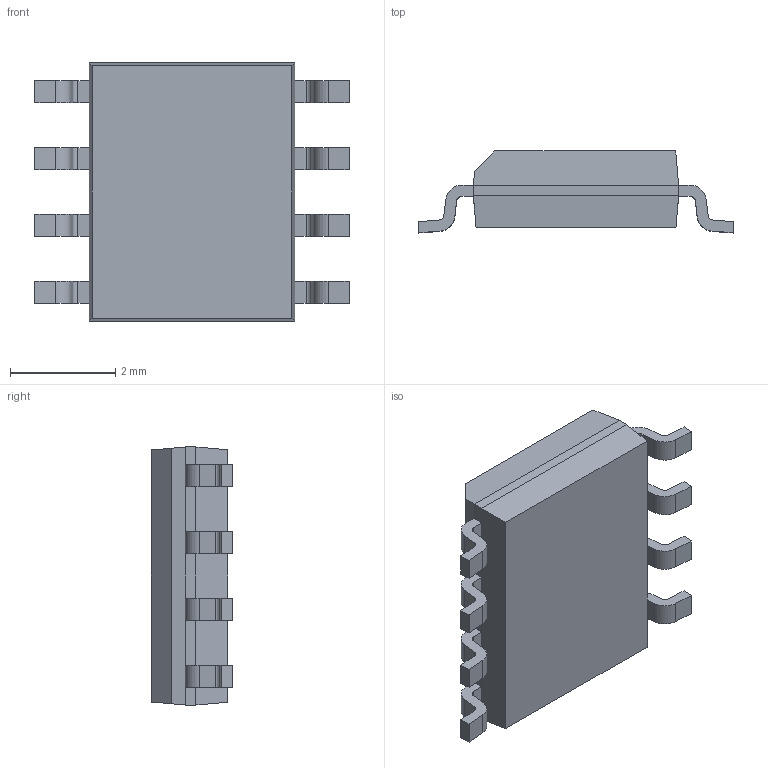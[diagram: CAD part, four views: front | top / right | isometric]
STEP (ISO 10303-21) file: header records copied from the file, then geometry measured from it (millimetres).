
FILE_DESCRIPTION (( 'STEP AP214' ), '1' );
FILE_NAME ('DI008N09SQ.STEP', '2024-09-11T13:56:07', ( 'LENOVO' ), ( '' ), 'SwSTEP 2.0', 'SolidWorks 2021', '' );
FILE_SCHEMA (( 'AUTOMOTIVE_DESIGN' ));
Length unit declared in the file: millimetre
Products named in the file (2): DI008N09SQ; DI008N09SQ_DI008N09SQ
Assembly tree (1 placements, depth 2):
  DI008N09SQ
    DI008N09SQ_DI008N09SQ
Bounding box: 6 x 1.55 x 4.9 mm (x, y, z)
Volume: 27.8 mm3; surface area: 77.2 mm2
Topology: 9 solids, 9 shells, 143 faces, 367 edges, 242 vertices
Faces by surface type: plane 111, cylinder 32
Entity records: 4703 total; most frequent: CARTESIAN_POINT 756, ORIENTED_EDGE 734, DIRECTION 725, EDGE_CURVE 367, VECTOR 303, LINE 303, VERTEX_POINT 242, AXIS2_PLACEMENT_3D 211
